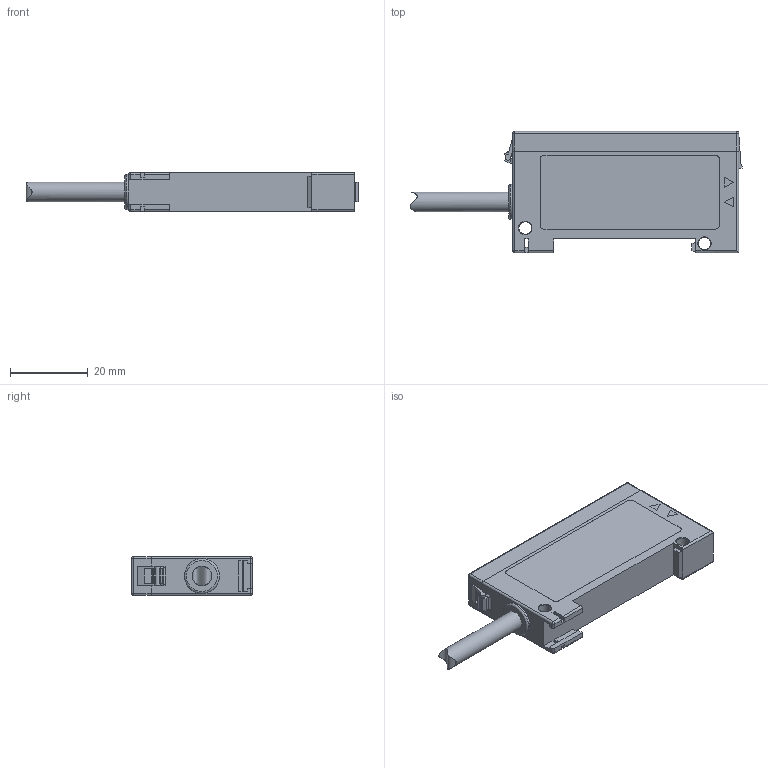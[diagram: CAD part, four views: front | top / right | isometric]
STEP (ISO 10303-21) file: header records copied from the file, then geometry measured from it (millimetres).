
FILE_DESCRIPTION (( 'STEP AP214' ), '1' );
FILE_NAME ('DFP-AP-1A.STEP', '2018-04-25T10:05:54', ( '' ), ( '' ), 'SwSTEP 2.0', 'SolidWorks 2017', '' );
FILE_SCHEMA (( 'AUTOMOTIVE_DESIGN' ));
Length unit declared in the file: inch
Products named in the file (1): DFP-AP-1A
Bounding box: 85.21 x 31.1 x 10 mm (x, y, z)
Volume: 16896 mm3; surface area: 7017.9 mm2
Topology: 1 solids, 1 shells, 160 faces, 442 edges, 275 vertices
Faces by surface type: plane 100, cylinder 46, sphere 6, cone 6, torus 1, bspline 1
Full cylindrical faces by diameter (mm): 3.2 x2, 5.001 x1, 8.999 x1
Entity records: 5078 total; most frequent: CARTESIAN_POINT 999, ORIENTED_EDGE 848, DIRECTION 820, EDGE_CURVE 424, VECTOR 318, LINE 318, VERTEX_POINT 274, AXIS2_PLACEMENT_3D 251
